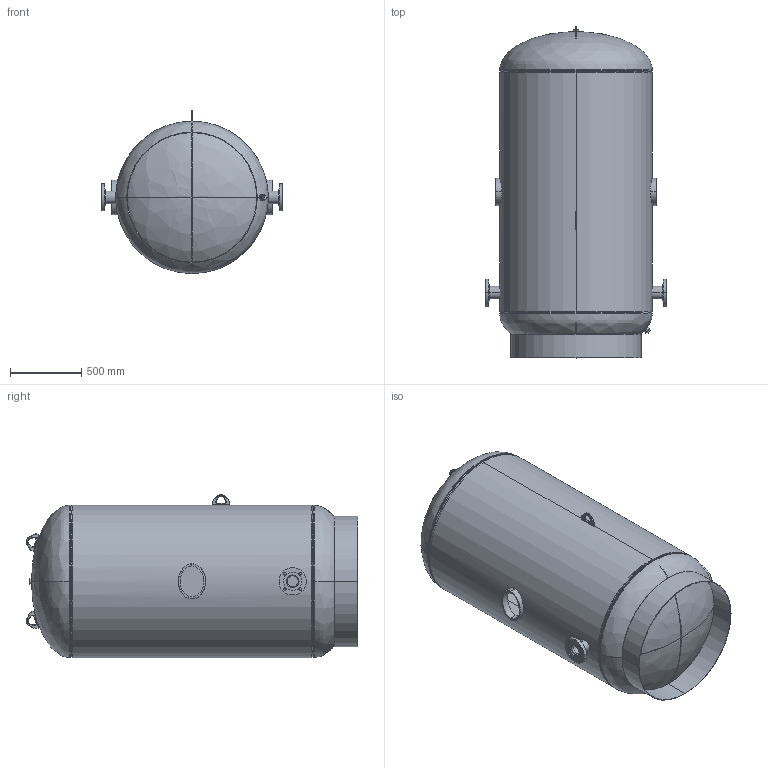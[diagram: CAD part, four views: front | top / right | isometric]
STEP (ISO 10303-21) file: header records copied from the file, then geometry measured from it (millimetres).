
FILE_DESCRIPTION (( 'STEP AP203' ), '1' );
FILE_NAME ('CBT-500-3F.STEP', '2021-03-22T16:57:13', ( '' ), ( '' ), 'SwSTEP 2.0', 'SolidWorks 2021', '' );
FILE_SCHEMA (( 'CONFIG_CONTROL_DESIGN' ));
Length unit declared in the file: inch
Products named in the file (15): CBT-500-3F; SORF FLANGES ASME B16.5_3 150# SA-105; 55K0266; 55A0649_default; 9400542; 99B0375; 9500040; 9455042; PLUGS_9500150; 9200230; 9301080_4.125; 55Q0378; 9500050; Manways_9700115
Assembly tree (29 placements, depth 3):
  CBT-500-3F
    99B0375
    9200230
    9200230
    9500040
    9500050
    Manways_9700115  x2
    PLUGS_9500150
    55A0649_default  x2
      9301080_4.125
      SORF FLANGES ASME B16.5_3 150# SA-105
    9455042
    55K0266  x12
    9400542  x3
    55Q0378
Bounding box: 1270 x 2323.77 x 1142.72 mm (x, y, z)
Volume: 59041185.2 mm3; surface area: 21132951.5 mm2
Topology: 29 solids, 29 shells, 467 faces, 1038 edges, 630 vertices
Faces by surface type: cylinder 177, plane 156, torus 84, bspline 26, cone 24
Entity records: 15334 total; most frequent: CARTESIAN_POINT 7674, DIRECTION 1294, ORIENTED_EDGE 1100, EDGE_CURVE 550, AXIS2_PLACEMENT_3D 542, VERTEX_POINT 334, CIRCLE 286, EDGE_LOOP 280
